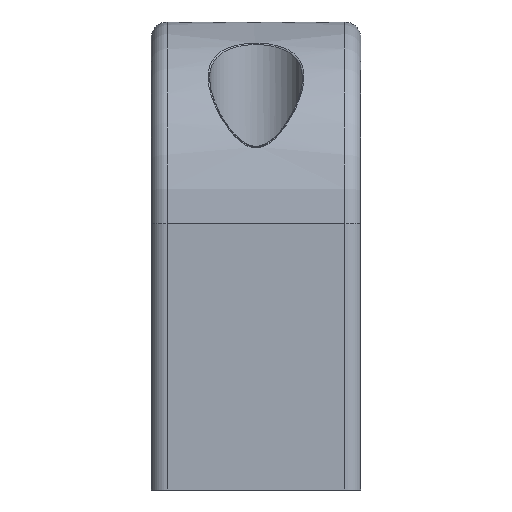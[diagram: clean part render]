
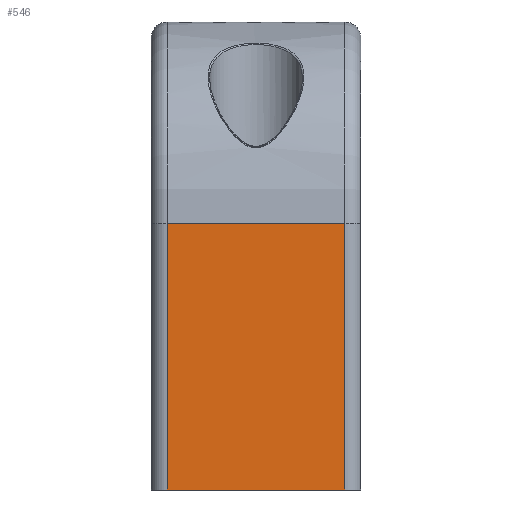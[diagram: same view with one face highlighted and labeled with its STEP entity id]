
A CAD part, front view. The second image highlights one B-rep face of the part: STEP entity #546.
In plain terms, the highlighted planar face has unit normal (0, -1, 0).
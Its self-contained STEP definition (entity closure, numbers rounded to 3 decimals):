
#47 = VERTEX_POINT ( 'NONE', #1051 ) ;
#212 = LINE ( 'NONE', #665, #1360 ) ;
#510 = ORIENTED_EDGE ( 'NONE', *, *, #3956, .F. ) ;
#546 = ADVANCED_FACE ( 'NONE', ( #2202 ), #1513, .F. ) ;
#665 = CARTESIAN_POINT ( 'NONE',  ( 13., -97.5, -58. ) ) ;
#1051 = CARTESIAN_POINT ( 'NONE',  ( 11., -97.5, -25. ) ) ;
#1128 = CARTESIAN_POINT ( 'NONE',  ( 11., -97.5, -58. ) ) ;
#1342 = VERTEX_POINT ( 'NONE', #3098 ) ;
#1349 = ORIENTED_EDGE ( 'NONE', *, *, #4814, .F. ) ;
#1360 = VECTOR ( 'NONE', #4016, 1000. ) ;
#1513 = PLANE ( 'NONE',  #3092 ) ;
#1719 = CARTESIAN_POINT ( 'NONE',  ( 11., -97.5, -25. ) ) ;
#1864 = VERTEX_POINT ( 'NONE', #1128 ) ;
#1882 = VECTOR ( 'NONE', #5045, 1000. ) ;
#2202 = FACE_OUTER_BOUND ( 'NONE', #2549, .T. ) ;
#2303 = ORIENTED_EDGE ( 'NONE', *, *, #3845, .F. ) ;
#2491 = VECTOR ( 'NONE', #2938, 1000. ) ;
#2549 = EDGE_LOOP ( 'NONE', ( #4938, #2303, #510, #1349 ) ) ;
#2844 = DIRECTION ( 'NONE',  ( 0., 0., -1. ) ) ;
#2938 = DIRECTION ( 'NONE',  ( -1., 0., 0. ) ) ;
#2964 = CARTESIAN_POINT ( 'NONE',  ( 13., -97.5, -25. ) ) ;
#3092 = AXIS2_PLACEMENT_3D ( 'NONE', #6565, #3202, #7125 ) ;
#3098 = CARTESIAN_POINT ( 'NONE',  ( -11., -97.5, -25. ) ) ;
#3202 = DIRECTION ( 'NONE',  ( 0., 1., 0. ) ) ;
#3719 = VERTEX_POINT ( 'NONE', #6543 ) ;
#3845 = EDGE_CURVE ( 'NONE', #3719, #1342, #6734, .T. ) ;
#3956 = EDGE_CURVE ( 'NONE', #1864, #3719, #212, .T. ) ;
#4016 = DIRECTION ( 'NONE',  ( -1., 0., 0. ) ) ;
#4543 = EDGE_CURVE ( 'NONE', #47, #1342, #6961, .T. ) ;
#4814 = EDGE_CURVE ( 'NONE', #47, #1864, #7249, .T. ) ;
#4938 = ORIENTED_EDGE ( 'NONE', *, *, #4543, .T. ) ;
#5045 = DIRECTION ( 'NONE',  ( 0., 0., 1. ) ) ;
#5612 = CARTESIAN_POINT ( 'NONE',  ( -11., -97.5, -25. ) ) ;
#5732 = VECTOR ( 'NONE', #2844, 1000. ) ;
#6543 = CARTESIAN_POINT ( 'NONE',  ( -11., -97.5, -58. ) ) ;
#6565 = CARTESIAN_POINT ( 'NONE',  ( 13., -97.5, -25. ) ) ;
#6734 = LINE ( 'NONE', #5612, #1882 ) ;
#6961 = LINE ( 'NONE', #2964, #2491 ) ;
#7125 = DIRECTION ( 'NONE',  ( 0., 0., -1. ) ) ;
#7249 = LINE ( 'NONE', #1719, #5732 ) ;
